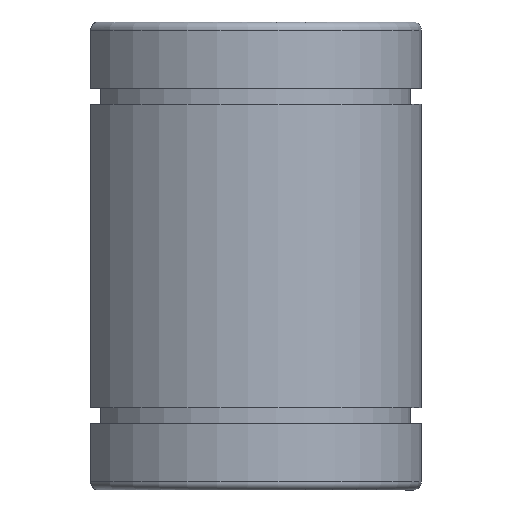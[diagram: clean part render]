
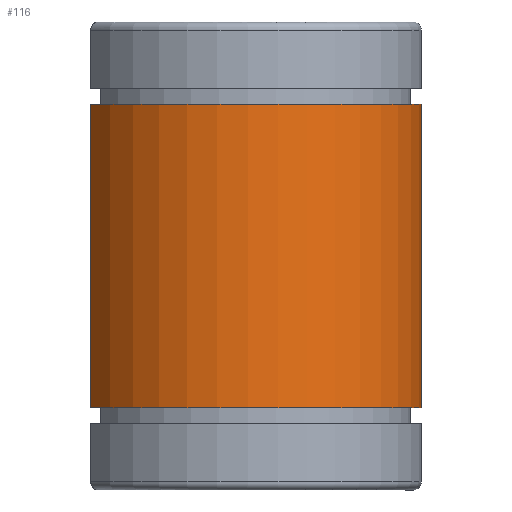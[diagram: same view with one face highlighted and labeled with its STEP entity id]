
A CAD part, left-side view. The second image highlights one B-rep face of the part: STEP entity #116.
In plain terms, the highlighted cylindrical face has radius 15.875 mm (diameter 31.75 mm), a partial arc.
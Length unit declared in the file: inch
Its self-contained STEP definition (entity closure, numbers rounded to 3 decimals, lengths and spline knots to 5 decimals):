
#26 = CARTESIAN_POINT ( 'NONE',  ( -0.34412, 0.52173, 0.78455 ) ) ;
#32 = CARTESIAN_POINT ( 'NONE',  ( -0.34412, 0.52173, -0.52695 ) ) ;
#34 = DIRECTION ( 'NONE',  ( 0., 0., 1. ) ) ;
#72 = DIRECTION ( 'NONE',  ( 0., 0., 1. ) ) ;
#80 = AXIS2_PLACEMENT_3D ( 'NONE', #680, #1504, #911 ) ;
#116 = ADVANCED_FACE ( 'NONE', ( #463 ), #447, .T. ) ;
#125 = CARTESIAN_POINT ( 'NONE',  ( -0.34412, 0.52173, 0.52695 ) ) ;
#175 = EDGE_LOOP ( 'NONE', ( #1151, #1244, #787, #1460 ) ) ;
#194 = DIRECTION ( 'NONE',  ( 0., 0., 1. ) ) ;
#397 = LINE ( 'NONE', #636, #1478 ) ;
#422 = DIRECTION ( 'NONE',  ( 0., -1., 0. ) ) ;
#447 = CYLINDRICAL_SURFACE ( 'NONE', #80, 0.625 ) ;
#455 = CARTESIAN_POINT ( 'NONE',  ( 0., 0., -0.52695 ) ) ;
#463 = FACE_OUTER_BOUND ( 'NONE', #175, .T. ) ;
#565 = EDGE_CURVE ( 'NONE', #1148, #1280, #1014, .T. ) ;
#627 = EDGE_CURVE ( 'NONE', #1208, #719, #1416, .T. ) ;
#636 = CARTESIAN_POINT ( 'NONE',  ( 0., -0.625, 0.78455 ) ) ;
#680 = CARTESIAN_POINT ( 'NONE',  ( 0., 0., 0.78455 ) ) ;
#719 = VERTEX_POINT ( 'NONE', #1053 ) ;
#749 = VECTOR ( 'NONE', #845, 39.37008 ) ;
#787 = ORIENTED_EDGE ( 'NONE', *, *, #565, .F. ) ;
#845 = DIRECTION ( 'NONE',  ( 0., 0., 1. ) ) ;
#870 = EDGE_CURVE ( 'NONE', #719, #1280, #397, .T. ) ;
#911 = DIRECTION ( 'NONE',  ( 0., -1., 0. ) ) ;
#1014 = CIRCLE ( 'NONE', #1188, 0.625 ) ;
#1053 = CARTESIAN_POINT ( 'NONE',  ( 0., -0.625, -0.52695 ) ) ;
#1075 = AXIS2_PLACEMENT_3D ( 'NONE', #455, #194, #422 ) ;
#1148 = VERTEX_POINT ( 'NONE', #125 ) ;
#1151 = ORIENTED_EDGE ( 'NONE', *, *, #627, .T. ) ;
#1188 = AXIS2_PLACEMENT_3D ( 'NONE', #1350, #72, #1367 ) ;
#1208 = VERTEX_POINT ( 'NONE', #32 ) ;
#1244 = ORIENTED_EDGE ( 'NONE', *, *, #870, .T. ) ;
#1280 = VERTEX_POINT ( 'NONE', #1441 ) ;
#1339 = EDGE_CURVE ( 'NONE', #1208, #1148, #1435, .T. ) ;
#1350 = CARTESIAN_POINT ( 'NONE',  ( 0., 0., 0.52695 ) ) ;
#1367 = DIRECTION ( 'NONE',  ( 0., -1., 0. ) ) ;
#1416 = CIRCLE ( 'NONE', #1075, 0.625 ) ;
#1435 = LINE ( 'NONE', #26, #749 ) ;
#1441 = CARTESIAN_POINT ( 'NONE',  ( 0., -0.625, 0.52695 ) ) ;
#1460 = ORIENTED_EDGE ( 'NONE', *, *, #1339, .F. ) ;
#1478 = VECTOR ( 'NONE', #34, 39.37008 ) ;
#1504 = DIRECTION ( 'NONE',  ( 0., 0., 1. ) ) ;
